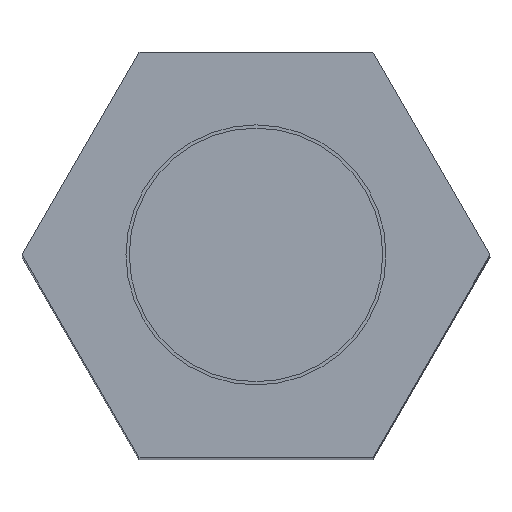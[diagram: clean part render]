
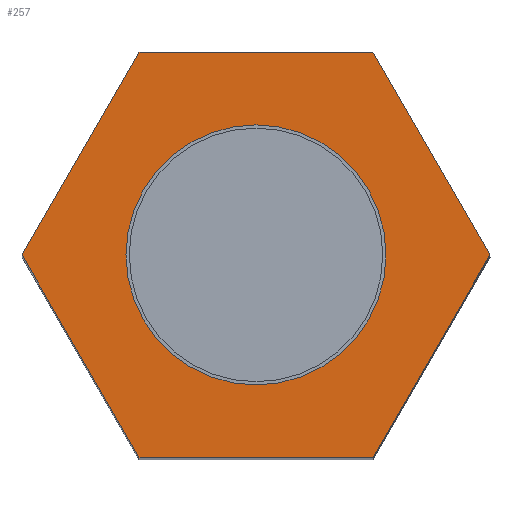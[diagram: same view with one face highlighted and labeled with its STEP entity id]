
A CAD part, top view. The second image highlights one B-rep face of the part: STEP entity #257.
In plain terms, the highlighted planar face has unit normal (0, 0, 1).
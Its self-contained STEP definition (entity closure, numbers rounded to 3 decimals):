
#257=ADVANCED_FACE('',(#435,#436),#437,.F.);
#435=FACE_BOUND('',#680,.T.);
#436=FACE_OUTER_BOUND('',#681,.T.);
#437=PLANE('',#682);
#680=EDGE_LOOP('',(#1244,#1245));
#681=EDGE_LOOP('',(#1246,#1247,#1248,#1249,#1250,#1251));
#682=AXIS2_PLACEMENT_3D('',#1252,#1253,#1254);
#1244=ORIENTED_EDGE('',*,*,#1746,.T.);
#1245=ORIENTED_EDGE('',*,*,#1742,.T.);
#1246=ORIENTED_EDGE('',*,*,#1764,.F.);
#1247=ORIENTED_EDGE('',*,*,#1749,.F.);
#1248=ORIENTED_EDGE('',*,*,#1753,.F.);
#1249=ORIENTED_EDGE('',*,*,#1756,.F.);
#1250=ORIENTED_EDGE('',*,*,#1759,.F.);
#1251=ORIENTED_EDGE('',*,*,#1762,.F.);
#1252=CARTESIAN_POINT('',(0.,0.,0.));
#1253=DIRECTION('',(0.,0.0,-1.0));
#1254=DIRECTION('',(-1.0,0.0,0.));
#1742=EDGE_CURVE('',#2036,#2033,#2037,.T.);
#1746=EDGE_CURVE('',#2033,#2036,#2042,.T.);
#1749=EDGE_CURVE('',#2046,#2048,#2049,.T.);
#1753=EDGE_CURVE('',#2053,#2046,#2055,.T.);
#1756=EDGE_CURVE('',#2058,#2053,#2060,.T.);
#1759=EDGE_CURVE('',#2063,#2058,#2065,.T.);
#1762=EDGE_CURVE('',#2068,#2063,#2070,.T.);
#1764=EDGE_CURVE('',#2048,#2068,#2072,.T.);
#2033=VERTEX_POINT('',#2463);
#2036=VERTEX_POINT('',#2467);
#2037=CIRCLE('',#2468,40.0);
#2042=CIRCLE('',#2474,40.0);
#2046=VERTEX_POINT('',#2479);
#2048=VERTEX_POINT('',#2482);
#2049=LINE('',#2483,#2484);
#2053=VERTEX_POINT('',#2490);
#2055=LINE('',#2493,#2494);
#2058=VERTEX_POINT('',#2498);
#2060=LINE('',#2501,#2502);
#2063=VERTEX_POINT('',#2506);
#2065=LINE('',#2509,#2510);
#2068=VERTEX_POINT('',#2514);
#2070=LINE('',#2517,#2518);
#2072=LINE('',#2521,#2522);
#2463=CARTESIAN_POINT('',(-40.0,0.0,0.));
#2467=CARTESIAN_POINT('',(40.0,0.0,0.));
#2468=AXIS2_PLACEMENT_3D('',#2966,#2967,#2968);
#2474=AXIS2_PLACEMENT_3D('',#2976,#2977,#2978);
#2479=CARTESIAN_POINT('',(36.0,-62.354,0.));
#2482=CARTESIAN_POINT('',(-36.0,-62.354,0.));
#2483=CARTESIAN_POINT('',(36.0,-62.354,0.));
#2484=VECTOR('',#2981,1.0);
#2490=CARTESIAN_POINT('',(72.0,0.,0.));
#2493=CARTESIAN_POINT('',(72.0,0.,0.));
#2494=VECTOR('',#2985,1.0);
#2498=CARTESIAN_POINT('',(36.0,62.354,0.));
#2501=CARTESIAN_POINT('',(36.0,62.354,0.));
#2502=VECTOR('',#2988,1.0);
#2506=CARTESIAN_POINT('',(-36.0,62.354,0.));
#2509=CARTESIAN_POINT('',(-36.0,62.354,0.));
#2510=VECTOR('',#2991,1.0);
#2514=CARTESIAN_POINT('',(-72.0,0.0,0.));
#2517=CARTESIAN_POINT('',(-72.0,0.0,0.));
#2518=VECTOR('',#2994,1.0);
#2521=CARTESIAN_POINT('',(-36.0,-62.354,0.));
#2522=VECTOR('',#2996,1.0);
#2966=CARTESIAN_POINT('',(0.0,0.0,0.0));
#2967=DIRECTION('',(0.,0.0,-1.0));
#2968=DIRECTION('',(-1.0,0.0,0.));
#2976=CARTESIAN_POINT('',(0.0,0.0,0.0));
#2977=DIRECTION('',(0.,0.0,-1.0));
#2978=DIRECTION('',(-1.0,0.0,0.));
#2981=DIRECTION('',(-1.0,0.,0.));
#2985=DIRECTION('',(-0.5,-0.866,0.));
#2988=DIRECTION('',(0.5,-0.866,0.));
#2991=DIRECTION('',(1.0,0.,0.));
#2994=DIRECTION('',(0.5,0.866,0.));
#2996=DIRECTION('',(-0.5,0.866,0.));
